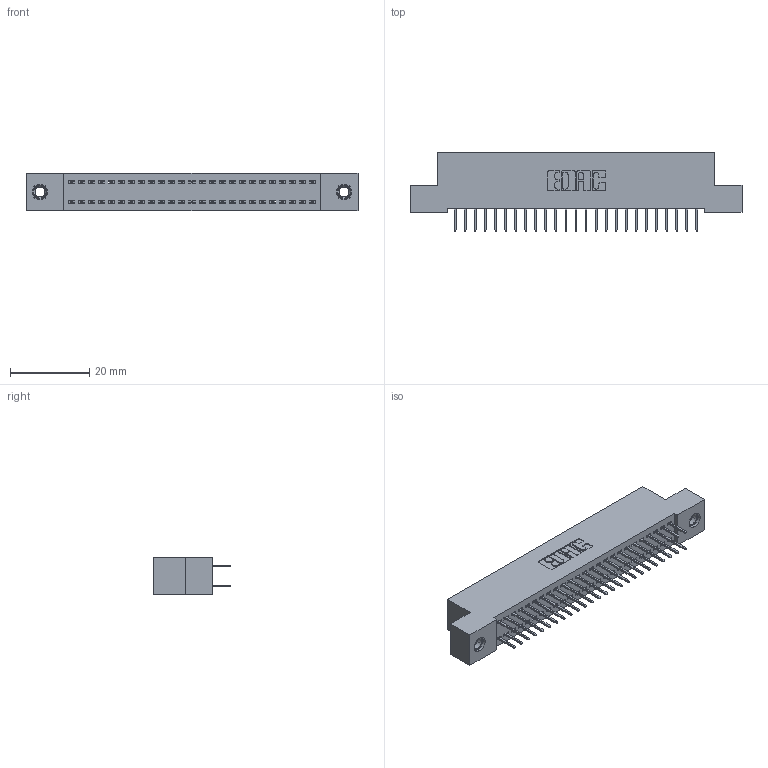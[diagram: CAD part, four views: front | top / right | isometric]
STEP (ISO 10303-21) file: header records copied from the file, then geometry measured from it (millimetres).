
FILE_DESCRIPTION (( 'STEP AP203' ), '1' );
FILE_NAME ('342-050-524-207.STEP', '2018-08-12T19:45:38', ( '' ), ( '' ), 'SwSTEP 2.0', 'SolidWorks 2016', '' );
FILE_SCHEMA (( 'CONFIG_CONTROL_DESIGN' ));
Length unit declared in the file: inch
Products named in the file (4): 345-292-001_345-293-124; 345-250-001_345-250-005-103; 342-050-524-207; 342 Part_TI
Assembly tree (53 placements, depth 2):
  342-050-524-207
    342 Part_TI
    345-292-001_345-293-124  x50
    345-250-001_345-250-005-103  x2
Bounding box: 83.82 x 19.69 x 9.4 mm (x, y, z)
Volume: 7362.4 mm3; surface area: 11394.2 mm2
Topology: 53 solids, 53 shells, 2970 faces, 8385 edges, 5382 vertices
Faces by surface type: plane 2198, cylinder 756, cone 12, torus 4
Entity records: 19410 total; most frequent: CARTESIAN_POINT 3217, ORIENTED_EDGE 3146, DIRECTION 2811, EDGE_CURVE 1573, LINE 1429, VECTOR 1429, VERTEX_POINT 1040, AXIS2_PLACEMENT_3D 691
